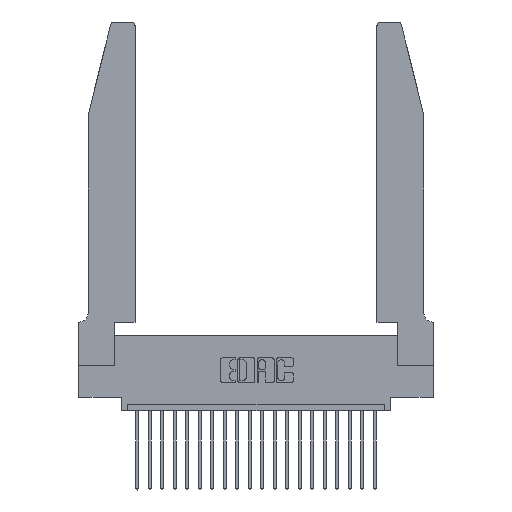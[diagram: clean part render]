
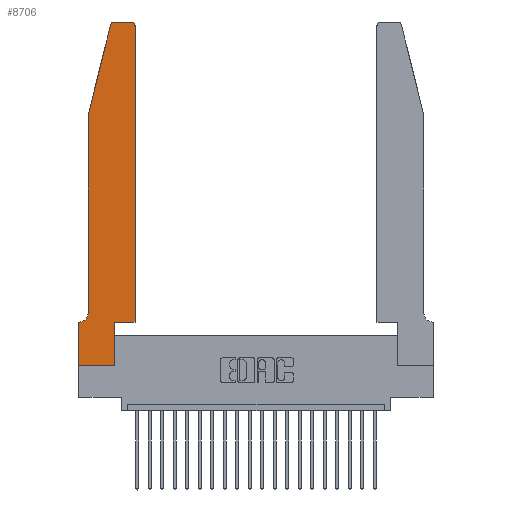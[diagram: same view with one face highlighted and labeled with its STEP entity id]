
A CAD part, top view. The second image highlights one B-rep face of the part: STEP entity #8706.
In plain terms, the highlighted planar face has unit normal (0, 0, 1).
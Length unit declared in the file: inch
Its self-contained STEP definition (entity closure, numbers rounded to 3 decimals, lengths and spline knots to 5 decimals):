
#1 = EDGE_CURVE ( 'NONE', #9573, #17111, #16444, .T. ) ;
#62 = CARTESIAN_POINT ( 'NONE',  ( 0.0755, 0.42, 0.37 ) ) ;
#70 = VECTOR ( 'NONE', #8520, 39.37008 ) ;
#264 = LINE ( 'NONE', #1269, #14440 ) ;
#352 = VECTOR ( 'NONE', #1324, 39.37008 ) ;
#481 = VERTEX_POINT ( 'NONE', #62 ) ;
#645 = LINE ( 'NONE', #1533, #1474 ) ;
#704 = CARTESIAN_POINT ( 'NONE',  ( 0., 0., 0.37 ) ) ;
#768 = CARTESIAN_POINT ( 'NONE',  ( 0.0755, 2., 0.37 ) ) ;
#818 = DIRECTION ( 'NONE',  ( 1., 0., 0. ) ) ;
#1269 = CARTESIAN_POINT ( 'NONE',  ( 0.2865, 0.35, 0.37 ) ) ;
#1324 = DIRECTION ( 'NONE',  ( 0., -1., 0. ) ) ;
#1347 = DIRECTION ( 'NONE',  ( 1., 0., 0. ) ) ;
#1474 = VECTOR ( 'NONE', #3558, 39.37008 ) ;
#1533 = CARTESIAN_POINT ( 'NONE',  ( 0.2605, 2.75, 0.37 ) ) ;
#1692 = EDGE_CURVE ( 'NONE', #5566, #9573, #13867, .T. ) ;
#1744 = CARTESIAN_POINT ( 'NONE',  ( 0.0055, 0.35, 0.37 ) ) ;
#1787 = VERTEX_POINT ( 'NONE', #768 ) ;
#3140 = ORIENTED_EDGE ( 'NONE', *, *, #22757, .T. ) ;
#3183 = CARTESIAN_POINT ( 'NONE',  ( 0.0755, 2., 0.37 ) ) ;
#3187 = VERTEX_POINT ( 'NONE', #10030 ) ;
#3290 = ORIENTED_EDGE ( 'NONE', *, *, #20967, .T. ) ;
#3558 = DIRECTION ( 'NONE',  ( -1., 0., 0. ) ) ;
#3798 = DIRECTION ( 'NONE',  ( -1., 0., 0. ) ) ;
#3814 = AXIS2_PLACEMENT_3D ( 'NONE', #15491, #18886, #1347 ) ;
#4467 = LINE ( 'NONE', #14151, #4752 ) ;
#4530 = ORIENTED_EDGE ( 'NONE', *, *, #22166, .T. ) ;
#4708 = DIRECTION ( 'NONE',  ( 0., 1., 0. ) ) ;
#4752 = VECTOR ( 'NONE', #18672, 39.37008 ) ;
#5025 = CARTESIAN_POINT ( 'NONE',  ( 0.284, 2.75, 0.37 ) ) ;
#5288 = EDGE_CURVE ( 'NONE', #481, #5566, #12627, .T. ) ;
#5566 = VERTEX_POINT ( 'NONE', #1744 ) ;
#5608 = VECTOR ( 'NONE', #6371, 39.37008 ) ;
#5641 = DIRECTION ( 'NONE',  ( -1., 0., 0. ) ) ;
#5991 = DIRECTION ( 'NONE',  ( 1., 0., 0. ) ) ;
#6027 = VERTEX_POINT ( 'NONE', #7067 ) ;
#6327 = VECTOR ( 'NONE', #3798, 39.37008 ) ;
#6329 = EDGE_CURVE ( 'NONE', #6027, #1787, #4467, .T. ) ;
#6371 = DIRECTION ( 'NONE',  ( 1., 0., 0. ) ) ;
#6937 = DIRECTION ( 'NONE',  ( 0., 0., 1. ) ) ;
#6949 = AXIS2_PLACEMENT_3D ( 'NONE', #8494, #6937, #10289 ) ;
#7067 = CARTESIAN_POINT ( 'NONE',  ( 0.25487, 2.72718, 0.37 ) ) ;
#7136 = EDGE_CURVE ( 'NONE', #22167, #3187, #264, .T. ) ;
#7216 = LINE ( 'NONE', #8125, #7758 ) ;
#7312 = CARTESIAN_POINT ( 'NONE',  ( 0.0755, 0.35, 0.37 ) ) ;
#7564 = EDGE_CURVE ( 'NONE', #3187, #18101, #7216, .T. ) ;
#7572 = DIRECTION ( 'NONE',  ( 0., 0., -1. ) ) ;
#7673 = CIRCLE ( 'NONE', #6949, 0.03 ) ;
#7755 = ORIENTED_EDGE ( 'NONE', *, *, #8390, .T. ) ;
#7758 = VECTOR ( 'NONE', #818, 39.37008 ) ;
#7833 = CARTESIAN_POINT ( 'NONE',  ( 0., 0.35, 0.37 ) ) ;
#8091 = EDGE_CURVE ( 'NONE', #22593, #12191, #645, .T. ) ;
#8125 = CARTESIAN_POINT ( 'NONE',  ( 0.4505, 0.35, 0.37 ) ) ;
#8236 = ORIENTED_EDGE ( 'NONE', *, *, #8091, .T. ) ;
#8351 = AXIS2_PLACEMENT_3D ( 'NONE', #11025, #7572, #5641 ) ;
#8390 = EDGE_CURVE ( 'NONE', #1787, #481, #20337, .T. ) ;
#8494 = CARTESIAN_POINT ( 'NONE',  ( 0.4205, 2.72, 0.37 ) ) ;
#8520 = DIRECTION ( 'NONE',  ( 0., 1., 0. ) ) ;
#8706 = ADVANCED_FACE ( 'NONE', ( #10380 ), #9256, .T. ) ;
#8759 = CARTESIAN_POINT ( 'NONE',  ( 0.4505, 0.35, 0.37 ) ) ;
#9256 = PLANE ( 'NONE',  #12604 ) ;
#9535 = LINE ( 'NONE', #12348, #70 ) ;
#9573 = VERTEX_POINT ( 'NONE', #10208 ) ;
#9896 = ORIENTED_EDGE ( 'NONE', *, *, #1692, .T. ) ;
#9968 = CARTESIAN_POINT ( 'NONE',  ( 0.2865, 0., 0.37 ) ) ;
#10030 = CARTESIAN_POINT ( 'NONE',  ( 0.2865, 0.35, 0.37 ) ) ;
#10208 = CARTESIAN_POINT ( 'NONE',  ( 0., 0.35, 0.37 ) ) ;
#10289 = DIRECTION ( 'NONE',  ( 1., 0., 0. ) ) ;
#10356 = LINE ( 'NONE', #17128, #5608 ) ;
#10380 = FACE_OUTER_BOUND ( 'NONE', #20153, .T. ) ;
#10673 = VECTOR ( 'NONE', #13387, 39.37008 ) ;
#11025 = CARTESIAN_POINT ( 'NONE',  ( 0.0055, 0.42, 0.37 ) ) ;
#12191 = VERTEX_POINT ( 'NONE', #5025 ) ;
#12348 = CARTESIAN_POINT ( 'NONE',  ( 0.4505, 0.35, 0.37 ) ) ;
#12604 = AXIS2_PLACEMENT_3D ( 'NONE', #7833, #20465, #5991 ) ;
#12627 = CIRCLE ( 'NONE', #8351, 0.07 ) ;
#13387 = DIRECTION ( 'NONE',  ( 0., -1., 0. ) ) ;
#13631 = ORIENTED_EDGE ( 'NONE', *, *, #1, .T. ) ;
#13646 = ORIENTED_EDGE ( 'NONE', *, *, #5288, .T. ) ;
#13867 = LINE ( 'NONE', #7312, #6327 ) ;
#13900 = CARTESIAN_POINT ( 'NONE',  ( 0.4505, 2.72, 0.37 ) ) ;
#14151 = CARTESIAN_POINT ( 'NONE',  ( 0.0755, 2., 0.37 ) ) ;
#14440 = VECTOR ( 'NONE', #4708, 39.37008 ) ;
#14645 = ORIENTED_EDGE ( 'NONE', *, *, #7136, .T. ) ;
#15491 = CARTESIAN_POINT ( 'NONE',  ( 0.284, 2.72, 0.37 ) ) ;
#15520 = EDGE_CURVE ( 'NONE', #18101, #16662, #9535, .T. ) ;
#15568 = CIRCLE ( 'NONE', #3814, 0.03 ) ;
#16444 = LINE ( 'NONE', #704, #10673 ) ;
#16662 = VERTEX_POINT ( 'NONE', #13900 ) ;
#17111 = VERTEX_POINT ( 'NONE', #20646 ) ;
#17128 = CARTESIAN_POINT ( 'NONE',  ( 0., 0., 0.37 ) ) ;
#17276 = ORIENTED_EDGE ( 'NONE', *, *, #15520, .T. ) ;
#18101 = VERTEX_POINT ( 'NONE', #8759 ) ;
#18125 = CARTESIAN_POINT ( 'NONE',  ( 0.4205, 2.75, 0.37 ) ) ;
#18672 = DIRECTION ( 'NONE',  ( -0.239, -0.971, 0. ) ) ;
#18886 = DIRECTION ( 'NONE',  ( 0., 0., 1. ) ) ;
#20153 = EDGE_LOOP ( 'NONE', ( #8236, #3140, #22797, #7755, #13646, #9896, #13631, #4530, #14645, #22726, #17276, #3290 ) ) ;
#20337 = LINE ( 'NONE', #3183, #352 ) ;
#20465 = DIRECTION ( 'NONE',  ( 0., 0., 1. ) ) ;
#20646 = CARTESIAN_POINT ( 'NONE',  ( 0., 0., 0.37 ) ) ;
#20967 = EDGE_CURVE ( 'NONE', #16662, #22593, #7673, .T. ) ;
#22166 = EDGE_CURVE ( 'NONE', #17111, #22167, #10356, .T. ) ;
#22167 = VERTEX_POINT ( 'NONE', #9968 ) ;
#22593 = VERTEX_POINT ( 'NONE', #18125 ) ;
#22726 = ORIENTED_EDGE ( 'NONE', *, *, #7564, .T. ) ;
#22757 = EDGE_CURVE ( 'NONE', #12191, #6027, #15568, .T. ) ;
#22797 = ORIENTED_EDGE ( 'NONE', *, *, #6329, .T. ) ;
